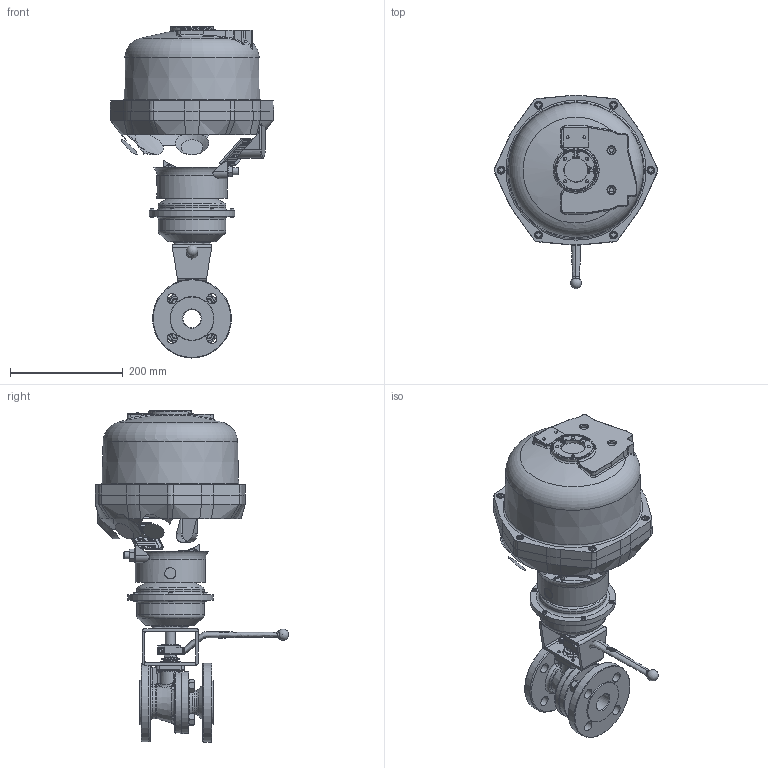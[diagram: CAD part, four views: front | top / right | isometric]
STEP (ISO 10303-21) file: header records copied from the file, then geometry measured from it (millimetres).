
FILE_DESCRIPTION(/* description */ (''),/* implementation_level */ '2;1');
FILE_NAME(/* name */ 'AT3582-032-FQ04.step',/* time_stamp */ '2025-07-28T15:05:01+02:00',/* author */ (''),/* organization */ (''),/* preprocessor_version */ 'ST-DEVELOPER v20.1',/* originating_system */ 'Autodesk Translation Framework v14.10.0.0',/* authorisation */ '');
FILE_SCHEMA (('AUTOMOTIVE_DESIGN { 1 0 10303 214 3 1 1 }'));
Length unit declared in the file: millimetre
Products named in the file (6): AT3582-032-FQ04; BrakettF07-05; CD_05482_FR_EN; z250100; Fig.540 DN-032 TYPE B + WRENCH; Reduksjon17-15
Assembly tree (5 placements, depth 3):
  AT3582-032-FQ04
    BrakettF07-05
    CD_05482_FR_EN
      z250100
    Fig.540 DN-032 TYPE B + WRENCH
    Reduksjon17-15
Bounding box: 289.91 x 342.86 x 589.44 mm (x, y, z)
Volume: 12977626.6 mm3; surface area: 580547.3 mm2
Topology: 28 solids, 32 shells, 1952 faces, 4706 edges, 2949 vertices
Faces by surface type: plane 936, cylinder 322, cone 267, bspline 259, torus 134, sphere 34
Full cylindrical faces by diameter (mm): 3.1 x2, 3.3 x6, 4 x6, 4.5 x6, 5 x14, 6 x2, 6.5 x4, 6.8 x4, 7 x8, 8.5 x4, 10 x2, 10.2 x8, 12 x6, 12.1 x8, 12.9 x1, 13 x10, 14 x6, 14.5 x1, 15.1 x1, 16 x5, 16.3 x2, 16.5 x1, 18 x9, 20 x1, 22 x4, 23.5 x1, 24 x1, 30 x1, 31.5 x2, 32 x2
Entity records: 80867 total; most frequent: CARTESIAN_POINT 36985, ORIENTED_EDGE 9320, DIRECTION 8518, EDGE_CURVE 4660, AXIS2_PLACEMENT_3D 3094, VERTEX_POINT 2950, LINE 2330, VECTOR 2330
